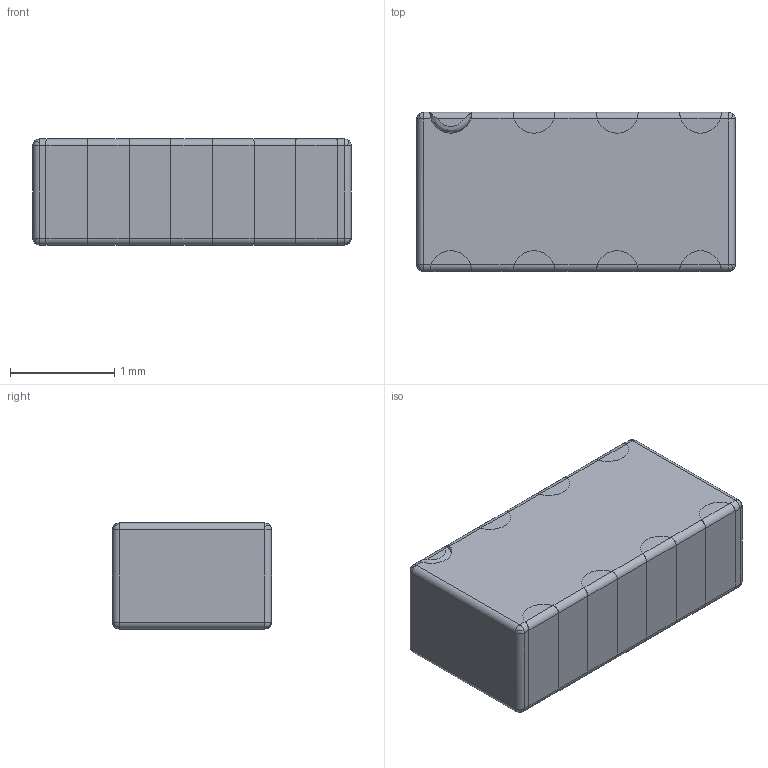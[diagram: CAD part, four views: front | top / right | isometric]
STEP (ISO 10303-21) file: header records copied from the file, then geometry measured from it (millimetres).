
FILE_DESCRIPTION (( 'STEP AP214' ), '1' );
FILE_NAME ('User Library-ArrayCap1206.STEP', '2018-09-24T20:03:16', ( '' ), ( '' ), 'SwSTEP 2.0', 'SolidWorks 2018', '' );
FILE_SCHEMA (( 'AUTOMOTIVE_DESIGN' ));
Length unit declared in the file: inch
Products named in the file (3): User Library-ArrayCap1206_Array_Cap; User Library-ArrayCap1206_Terminal; User Library-ArrayCap1206
Assembly tree (2 placements, depth 2):
  User Library-ArrayCap1206
    User Library-ArrayCap1206_Array_Cap
    User Library-ArrayCap1206_Terminal
Bounding box: 3.05 x 1.52 x 1.02 mm (x, y, z)
Volume: 4.7 mm3; surface area: 28.1 mm2
Topology: 9 solids, 9 shells, 115 faces, 289 edges, 176 vertices
Faces by surface type: cylinder 60, plane 38, bspline 17
Entity records: 6018 total; most frequent: CARTESIAN_POINT 1779, ORIENTED_EDGE 546, DIRECTION 502, EDGE_CURVE 273, AXIS2_PLACEMENT_3D 191, VERTEX_POINT 176, LENGTH_MEASURE_WITH_UNIT 129, DIMENSIONAL_EXPONENTS 129
